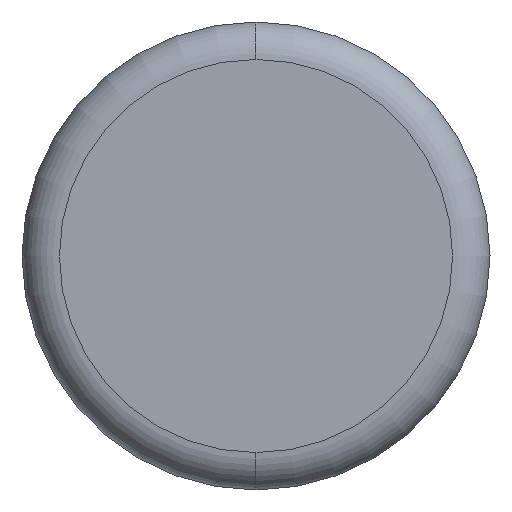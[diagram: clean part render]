
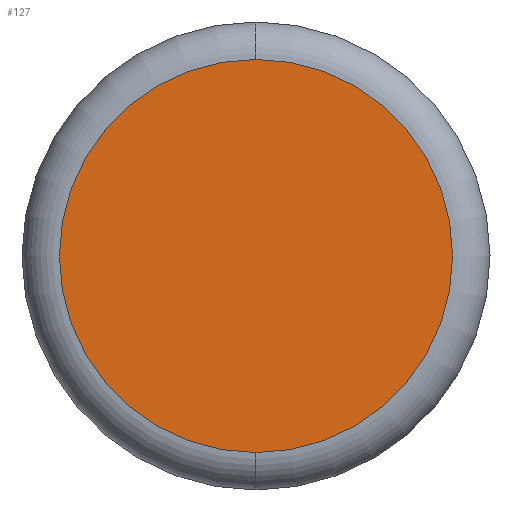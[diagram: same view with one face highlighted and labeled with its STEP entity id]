
A CAD part, front view. The second image highlights one B-rep face of the part: STEP entity #127.
In plain terms, the highlighted planar face has unit normal (0, -1, 0).
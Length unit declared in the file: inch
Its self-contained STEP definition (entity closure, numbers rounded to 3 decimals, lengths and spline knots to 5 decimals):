
#17 = DIRECTION ( 'NONE',  ( 0., 0., -1. ) ) ;
#51 = DIRECTION ( 'NONE',  ( 0., -1., 0. ) ) ;
#61 = DIRECTION ( 'NONE',  ( 0., -1., 0. ) ) ;
#81 = AXIS2_PLACEMENT_3D ( 'NONE', #477, #51, #514 ) ;
#94 = ORIENTED_EDGE ( 'NONE', *, *, #532, .T. ) ;
#127 = ADVANCED_FACE ( 'NONE', ( #140 ), #312, .T. ) ;
#136 = CIRCLE ( 'NONE', #378, 0.1575 ) ;
#140 = FACE_OUTER_BOUND ( 'NONE', #209, .T. ) ;
#144 = CIRCLE ( 'NONE', #81, 0.1575 ) ;
#185 = VERTEX_POINT ( 'NONE', #204 ) ;
#204 = CARTESIAN_POINT ( 'NONE',  ( 0., 0., 0.1575 ) ) ;
#207 = AXIS2_PLACEMENT_3D ( 'NONE', #239, #282, #539 ) ;
#209 = EDGE_LOOP ( 'NONE', ( #94, #522 ) ) ;
#239 = CARTESIAN_POINT ( 'NONE',  ( 0., 0., 0. ) ) ;
#282 = DIRECTION ( 'NONE',  ( 0., -1., 0. ) ) ;
#312 = PLANE ( 'NONE',  #207 ) ;
#378 = AXIS2_PLACEMENT_3D ( 'NONE', #523, #61, #17 ) ;
#403 = VERTEX_POINT ( 'NONE', #507 ) ;
#468 = EDGE_CURVE ( 'NONE', #185, #403, #144, .T. ) ;
#477 = CARTESIAN_POINT ( 'NONE',  ( 0., 0., 0. ) ) ;
#507 = CARTESIAN_POINT ( 'NONE',  ( 0., 0., -0.1575 ) ) ;
#514 = DIRECTION ( 'NONE',  ( 0., 0., -1. ) ) ;
#522 = ORIENTED_EDGE ( 'NONE', *, *, #468, .T. ) ;
#523 = CARTESIAN_POINT ( 'NONE',  ( 0., 0., 0. ) ) ;
#532 = EDGE_CURVE ( 'NONE', #403, #185, #136, .T. ) ;
#539 = DIRECTION ( 'NONE',  ( 0., 0., -1. ) ) ;
